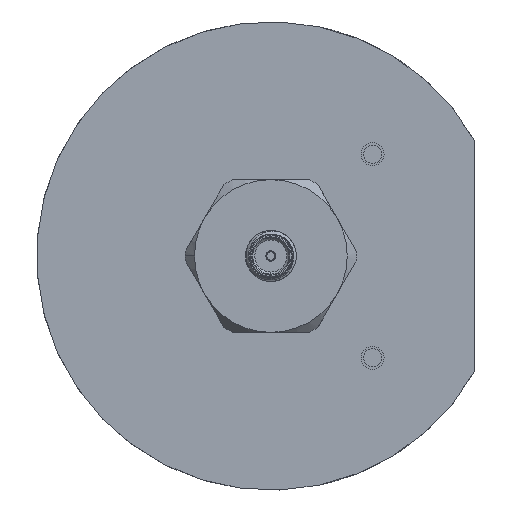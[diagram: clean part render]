
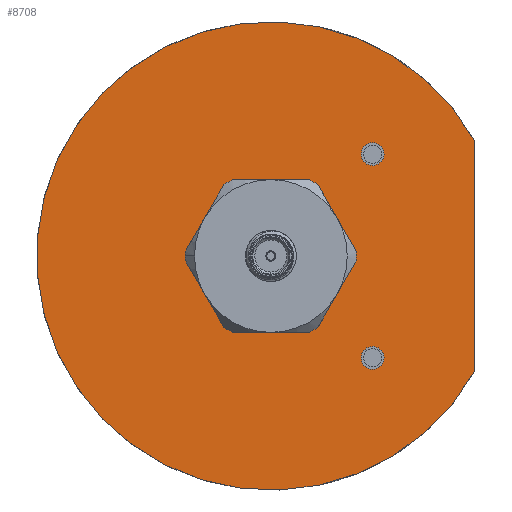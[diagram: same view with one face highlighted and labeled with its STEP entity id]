
A CAD part, left-side view. The second image highlights one B-rep face of the part: STEP entity #8708.
In plain terms, the highlighted planar face has unit normal (-1, 0, 0).
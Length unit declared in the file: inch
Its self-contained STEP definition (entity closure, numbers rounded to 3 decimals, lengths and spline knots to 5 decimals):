
#136 = DIRECTION ( 'NONE',  ( 0., 0., 1. ) ) ;
#637 = DIRECTION ( 'NONE',  ( 0., 0., 1. ) ) ;
#716 = VERTEX_POINT ( 'NONE', #3572 ) ;
#729 = DIRECTION ( 'NONE',  ( -1., 0., 0. ) ) ;
#734 = DIRECTION ( 'NONE',  ( 0., -1., 0. ) ) ;
#796 = CIRCLE ( 'NONE', #1928, 0.14906 ) ;
#1106 = ORIENTED_EDGE ( 'NONE', *, *, #7720, .T. ) ;
#1209 = VERTEX_POINT ( 'NONE', #7791 ) ;
#1232 = EDGE_LOOP ( 'NONE', ( #8601, #10172 ) ) ;
#1401 = CARTESIAN_POINT ( 'NONE',  ( -1.335, -1., -0.56789 ) ) ;
#1561 = DIRECTION ( 'NONE',  ( -1., 0., 0. ) ) ;
#1649 = FACE_BOUND ( 'NONE', #4905, .T. ) ;
#1674 = CIRCLE ( 'NONE', #5329, 0.056 ) ;
#1928 = AXIS2_PLACEMENT_3D ( 'NONE', #3956, #729, #10522 ) ;
#1964 = DIRECTION ( 'NONE',  ( -1., 0., 0. ) ) ;
#2042 = ORIENTED_EDGE ( 'NONE', *, *, #7457, .F. ) ;
#2196 = VECTOR ( 'NONE', #10336, 39.37008 ) ;
#2415 = VERTEX_POINT ( 'NONE', #3649 ) ;
#2561 = VERTEX_POINT ( 'NONE', #5606 ) ;
#3262 = AXIS2_PLACEMENT_3D ( 'NONE', #9575, #8037, #7151 ) ;
#3562 = CARTESIAN_POINT ( 'NONE',  ( -1.335, -0.5, 0.5 ) ) ;
#3572 = CARTESIAN_POINT ( 'NONE',  ( -1.335, -0.5, -0.556 ) ) ;
#3649 = CARTESIAN_POINT ( 'NONE',  ( -1.335, 0.14906, 0. ) ) ;
#3831 = AXIS2_PLACEMENT_3D ( 'NONE', #5618, #1561, #637 ) ;
#3956 = CARTESIAN_POINT ( 'NONE',  ( -1.335, 0., 0. ) ) ;
#4152 = VERTEX_POINT ( 'NONE', #1401 ) ;
#4518 = EDGE_CURVE ( 'NONE', #5374, #10241, #9025, .T. ) ;
#4709 = CARTESIAN_POINT ( 'NONE',  ( -1.335, -1., 0. ) ) ;
#4737 = DIRECTION ( 'NONE',  ( -1., 0., 0. ) ) ;
#4905 = EDGE_LOOP ( 'NONE', ( #6776, #6217 ) ) ;
#4976 = EDGE_CURVE ( 'NONE', #716, #5338, #1674, .T. ) ;
#5329 = AXIS2_PLACEMENT_3D ( 'NONE', #7591, #9209, #136 ) ;
#5338 = VERTEX_POINT ( 'NONE', #8085 ) ;
#5374 = VERTEX_POINT ( 'NONE', #8768 ) ;
#5383 = CIRCLE ( 'NONE', #3831, 0.056 ) ;
#5513 = ORIENTED_EDGE ( 'NONE', *, *, #10039, .F. ) ;
#5524 = CIRCLE ( 'NONE', #3262, 0.14906 ) ;
#5606 = CARTESIAN_POINT ( 'NONE',  ( -1.335, -1., 0.56789 ) ) ;
#5618 = CARTESIAN_POINT ( 'NONE',  ( -1.335, -0.5, 0.5 ) ) ;
#5636 = DIRECTION ( 'NONE',  ( 0., -1., 0. ) ) ;
#5883 = FACE_OUTER_BOUND ( 'NONE', #6582, .T. ) ;
#6217 = ORIENTED_EDGE ( 'NONE', *, *, #4976, .F. ) ;
#6225 = ORIENTED_EDGE ( 'NONE', *, *, #10329, .F. ) ;
#6399 = CARTESIAN_POINT ( 'NONE',  ( -1.335, 0., 0. ) ) ;
#6582 = EDGE_LOOP ( 'NONE', ( #5513, #1106 ) ) ;
#6671 = CIRCLE ( 'NONE', #10500, 0.056 ) ;
#6776 = ORIENTED_EDGE ( 'NONE', *, *, #6796, .F. ) ;
#6796 = EDGE_CURVE ( 'NONE', #5338, #716, #6671, .T. ) ;
#6829 = AXIS2_PLACEMENT_3D ( 'NONE', #3562, #1964, #8500 ) ;
#6837 = DIRECTION ( 'NONE',  ( 0., 0., 1. ) ) ;
#7151 = DIRECTION ( 'NONE',  ( 0., -1., 0. ) ) ;
#7357 = CARTESIAN_POINT ( 'NONE',  ( -1.335, -0.5, -0.5 ) ) ;
#7457 = EDGE_CURVE ( 'NONE', #1209, #2415, #5524, .T. ) ;
#7556 = DIRECTION ( 'NONE',  ( -1., 0., 0. ) ) ;
#7591 = CARTESIAN_POINT ( 'NONE',  ( -1.335, -0.5, -0.5 ) ) ;
#7720 = EDGE_CURVE ( 'NONE', #2561, #4152, #9081, .T. ) ;
#7791 = CARTESIAN_POINT ( 'NONE',  ( -1.335, -0.14906, 0. ) ) ;
#8030 = EDGE_CURVE ( 'NONE', #10241, #5374, #5383, .T. ) ;
#8037 = DIRECTION ( 'NONE',  ( -1., 0., 0. ) ) ;
#8085 = CARTESIAN_POINT ( 'NONE',  ( -1.335, -0.5, -0.444 ) ) ;
#8180 = CARTESIAN_POINT ( 'NONE',  ( -1.335, 0., 0. ) ) ;
#8472 = LINE ( 'NONE', #4709, #2196 ) ;
#8500 = DIRECTION ( 'NONE',  ( 0., 0., 1. ) ) ;
#8548 = FACE_BOUND ( 'NONE', #1232, .T. ) ;
#8601 = ORIENTED_EDGE ( 'NONE', *, *, #4518, .F. ) ;
#8708 = ADVANCED_FACE ( 'NONE', ( #8548, #1649, #5883, #10108 ), #9671, .T. ) ;
#8768 = CARTESIAN_POINT ( 'NONE',  ( -1.335, -0.5, 0.556 ) ) ;
#9025 = CIRCLE ( 'NONE', #6829, 0.056 ) ;
#9081 = CIRCLE ( 'NONE', #10442, 1.15 ) ;
#9209 = DIRECTION ( 'NONE',  ( -1., 0., 0. ) ) ;
#9575 = CARTESIAN_POINT ( 'NONE',  ( -1.335, 0., 0. ) ) ;
#9671 = PLANE ( 'NONE',  #9804 ) ;
#9707 = CARTESIAN_POINT ( 'NONE',  ( -1.335, -0.5, 0.444 ) ) ;
#9714 = DIRECTION ( 'NONE',  ( -1., 0., 0. ) ) ;
#9804 = AXIS2_PLACEMENT_3D ( 'NONE', #6399, #4737, #5636 ) ;
#10039 = EDGE_CURVE ( 'NONE', #2561, #4152, #8472, .T. ) ;
#10108 = FACE_BOUND ( 'NONE', #10362, .T. ) ;
#10172 = ORIENTED_EDGE ( 'NONE', *, *, #8030, .F. ) ;
#10241 = VERTEX_POINT ( 'NONE', #9707 ) ;
#10329 = EDGE_CURVE ( 'NONE', #2415, #1209, #796, .T. ) ;
#10336 = DIRECTION ( 'NONE',  ( 0., 0., -1. ) ) ;
#10362 = EDGE_LOOP ( 'NONE', ( #2042, #6225 ) ) ;
#10442 = AXIS2_PLACEMENT_3D ( 'NONE', #8180, #9714, #734 ) ;
#10500 = AXIS2_PLACEMENT_3D ( 'NONE', #7357, #7556, #6837 ) ;
#10522 = DIRECTION ( 'NONE',  ( 0., -1., 0. ) ) ;
